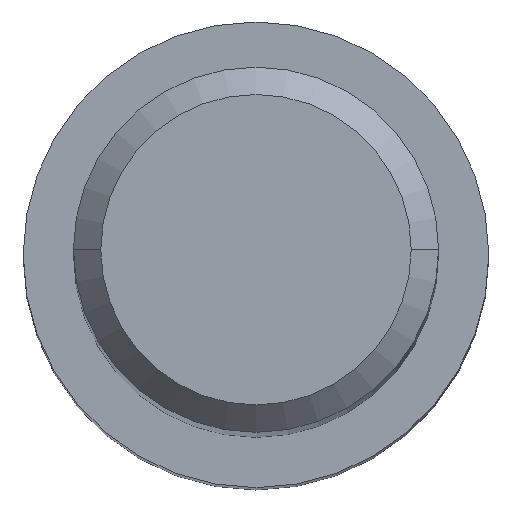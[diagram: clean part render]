
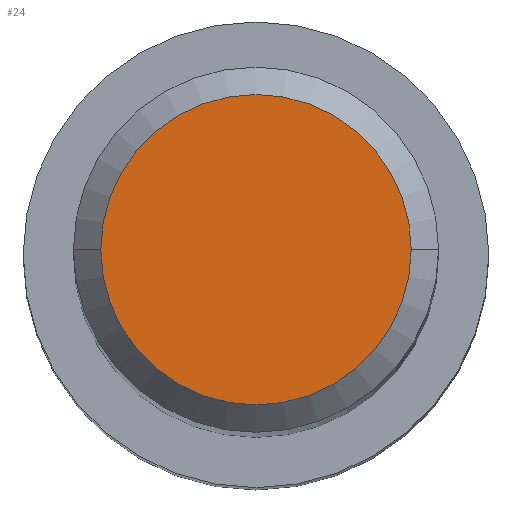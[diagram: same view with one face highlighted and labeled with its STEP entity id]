
A CAD part, top view. The second image highlights one B-rep face of the part: STEP entity #24.
In plain terms, the highlighted planar face has unit normal (0, 0, 1).
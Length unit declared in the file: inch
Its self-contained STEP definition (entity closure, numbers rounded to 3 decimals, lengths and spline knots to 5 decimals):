
#3 = EDGE_CURVE ( 'NONE', #205, #311, #156, .T. ) ;
#13 = EDGE_CURVE ( 'NONE', #311, #205, #36, .T. ) ;
#22 = AXIS2_PLACEMENT_3D ( 'NONE', #99, #318, #124 ) ;
#23 = ORIENTED_EDGE ( 'NONE', *, *, #3, .T. ) ;
#24 = ADVANCED_FACE ( 'NONE', ( #28 ), #116, .F. ) ;
#28 = FACE_OUTER_BOUND ( 'NONE', #239, .T. ) ;
#36 = CIRCLE ( 'NONE', #298, 0.05312 ) ;
#50 = CARTESIAN_POINT ( 'NONE',  ( 0., 0., 0. ) ) ;
#92 = DIRECTION ( 'NONE',  ( -1., 0., 0. ) ) ;
#99 = CARTESIAN_POINT ( 'NONE',  ( 0., 0., 0. ) ) ;
#116 = PLANE ( 'NONE',  #190 ) ;
#121 = CARTESIAN_POINT ( 'NONE',  ( 0., 0., 0. ) ) ;
#124 = DIRECTION ( 'NONE',  ( 1., 0., 0. ) ) ;
#156 = CIRCLE ( 'NONE', #22, 0.05312 ) ;
#190 = AXIS2_PLACEMENT_3D ( 'NONE', #50, #232, #92 ) ;
#205 = VERTEX_POINT ( 'NONE', #319 ) ;
#232 = DIRECTION ( 'NONE',  ( 0., 0., -1. ) ) ;
#239 = EDGE_LOOP ( 'NONE', ( #265, #23 ) ) ;
#261 = DIRECTION ( 'NONE',  ( 1., 0., 0. ) ) ;
#265 = ORIENTED_EDGE ( 'NONE', *, *, #13, .T. ) ;
#297 = DIRECTION ( 'NONE',  ( 0., 0., 1. ) ) ;
#298 = AXIS2_PLACEMENT_3D ( 'NONE', #121, #297, #261 ) ;
#311 = VERTEX_POINT ( 'NONE', #334 ) ;
#318 = DIRECTION ( 'NONE',  ( 0., 0., 1. ) ) ;
#319 = CARTESIAN_POINT ( 'NONE',  ( 0.05312, 0., 0. ) ) ;
#334 = CARTESIAN_POINT ( 'NONE',  ( -0.05312, 0., 0. ) ) ;
